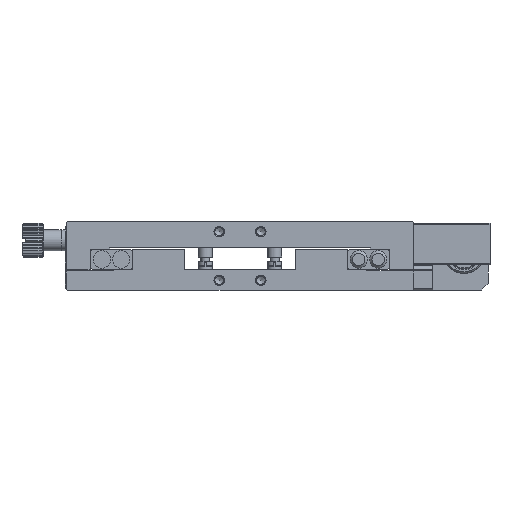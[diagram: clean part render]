
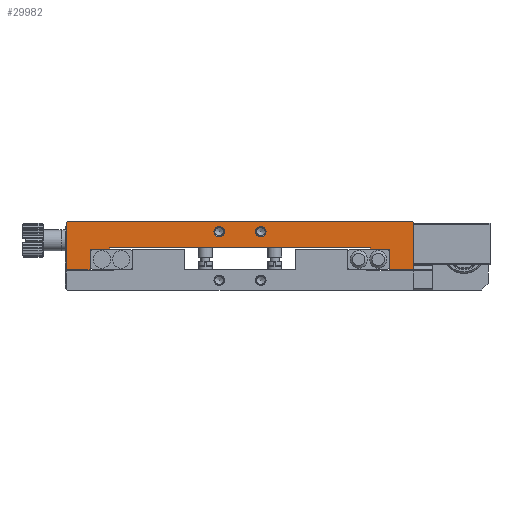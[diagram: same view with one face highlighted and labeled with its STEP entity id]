
A CAD part, left-side view. The second image highlights one B-rep face of the part: STEP entity #29982.
In plain terms, the highlighted planar face has unit normal (-1, 0, 0).
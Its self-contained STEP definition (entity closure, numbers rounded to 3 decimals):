
#243 = VERTEX_POINT ( 'NONE', #17110 ) ;
#1759 = LINE ( 'NONE', #38900, #31660 ) ;
#1942 = DIRECTION ( 'NONE',  ( -1., 0., 0. ) ) ;
#2604 = DIRECTION ( 'NONE',  ( 0., 0., 1. ) ) ;
#3840 = VERTEX_POINT ( 'NONE', #48932 ) ;
#4387 = LINE ( 'NONE', #30497, #44219 ) ;
#4949 = DIRECTION ( 'NONE',  ( 0., 0., -1. ) ) ;
#5329 = ORIENTED_EDGE ( 'NONE', *, *, #9554, .F. ) ;
#5336 = LINE ( 'NONE', #11496, #73745 ) ;
#5421 = ORIENTED_EDGE ( 'NONE', *, *, #49454, .F. ) ;
#5517 = EDGE_CURVE ( 'NONE', #243, #54540, #4387, .T. ) ;
#5523 = CARTESIAN_POINT ( 'NONE',  ( -50., -43., 6. ) ) ;
#6453 = EDGE_CURVE ( 'NONE', #40776, #76900, #77280, .T. ) ;
#7052 = EDGE_CURVE ( 'NONE', #39459, #40776, #19019, .T. ) ;
#7407 = CARTESIAN_POINT ( 'NONE',  ( -50., 50., 6. ) ) ;
#9070 = FACE_OUTER_BOUND ( 'NONE', #52247, .T. ) ;
#9554 = EDGE_CURVE ( 'NONE', #70029, #45334, #58712, .T. ) ;
#9560 = DIRECTION ( 'NONE',  ( 0., -0.707, 0.707 ) ) ;
#10383 = VERTEX_POINT ( 'NONE', #7407 ) ;
#11496 = CARTESIAN_POINT ( 'NONE',  ( -50., -37.5, 12. ) ) ;
#11678 = EDGE_CURVE ( 'NONE', #66879, #40080, #33641, .T. ) ;
#11793 = VERTEX_POINT ( 'NONE', #36648 ) ;
#11979 = ORIENTED_EDGE ( 'NONE', *, *, #19060, .F. ) ;
#13188 = DIRECTION ( 'NONE',  ( 0., -0.707, -0.707 ) ) ;
#14051 = CARTESIAN_POINT ( 'NONE',  ( -50., -50., 6. ) ) ;
#14803 = CIRCLE ( 'NONE', #42125, 1.5 ) ;
#15366 = CARTESIAN_POINT ( 'NONE',  ( -50., -50., 19.7 ) ) ;
#15489 = DIRECTION ( 'NONE',  ( 0., 0., -1. ) ) ;
#16381 = LINE ( 'NONE', #79267, #20431 ) ;
#16690 = CARTESIAN_POINT ( 'NONE',  ( -50., 50., 20. ) ) ;
#17110 = CARTESIAN_POINT ( 'NONE',  ( -50., -37.5, 12.5 ) ) ;
#19019 = LINE ( 'NONE', #24748, #77622 ) ;
#19060 = EDGE_CURVE ( 'NONE', #76900, #80878, #49267, .T. ) ;
#19420 = ORIENTED_EDGE ( 'NONE', *, *, #11678, .F. ) ;
#19911 = EDGE_CURVE ( 'NONE', #80878, #66879, #1759, .T. ) ;
#20010 = ORIENTED_EDGE ( 'NONE', *, *, #61912, .F. ) ;
#20431 = VECTOR ( 'NONE', #73914, 1000. ) ;
#20519 = ORIENTED_EDGE ( 'NONE', *, *, #74397, .F. ) ;
#21593 = CARTESIAN_POINT ( 'NONE',  ( -50., 43.2, 20. ) ) ;
#21836 = LINE ( 'NONE', #59751, #30690 ) ;
#24748 = CARTESIAN_POINT ( 'NONE',  ( -50., 49.7, 20. ) ) ;
#24921 = VERTEX_POINT ( 'NONE', #34426 ) ;
#25526 = ORIENTED_EDGE ( 'NONE', *, *, #74356, .F. ) ;
#25618 = ORIENTED_EDGE ( 'NONE', *, *, #55314, .F. ) ;
#26968 = EDGE_CURVE ( 'NONE', #3840, #39459, #21836, .T. ) ;
#27334 = ORIENTED_EDGE ( 'NONE', *, *, #19911, .F. ) ;
#27425 = EDGE_LOOP ( 'NONE', ( #36037 ) ) ;
#27862 = PLANE ( 'NONE',  #42510 ) ;
#28138 = CARTESIAN_POINT ( 'NONE',  ( -50., 43.2, 12. ) ) ;
#29982 = ADVANCED_FACE ( 'NONE', ( #9070, #33967, #58858 ), #27862, .F. ) ;
#30253 = DIRECTION ( 'NONE',  ( 0., 0., 1. ) ) ;
#30497 = CARTESIAN_POINT ( 'NONE',  ( -50., 50., 12.5 ) ) ;
#30690 = VECTOR ( 'NONE', #9560, 1000. ) ;
#31660 = VECTOR ( 'NONE', #65440, 1000. ) ;
#31972 = VECTOR ( 'NONE', #33893, 1000. ) ;
#32123 = ORIENTED_EDGE ( 'NONE', *, *, #59516, .F. ) ;
#32348 = VECTOR ( 'NONE', #13188, 1000. ) ;
#32404 = CARTESIAN_POINT ( 'NONE',  ( -50., 43.2, 6. ) ) ;
#32437 = ORIENTED_EDGE ( 'NONE', *, *, #5517, .F. ) ;
#32569 = DIRECTION ( 'NONE',  ( 0., 1., 0. ) ) ;
#33156 = CARTESIAN_POINT ( 'NONE',  ( -50., -49.7, 20. ) ) ;
#33641 = LINE ( 'NONE', #58536, #44819 ) ;
#33893 = DIRECTION ( 'NONE',  ( 0., 1., 0. ) ) ;
#33967 = FACE_BOUND ( 'NONE', #27425, .T. ) ;
#34082 = VECTOR ( 'NONE', #53834, 1000. ) ;
#34426 = CARTESIAN_POINT ( 'NONE',  ( -50., 37.5, 12. ) ) ;
#34493 = CARTESIAN_POINT ( 'NONE',  ( -50., -4.5, 17. ) ) ;
#35182 = LINE ( 'NONE', #48240, #57768 ) ;
#35555 = VECTOR ( 'NONE', #39304, 1000. ) ;
#36037 = ORIENTED_EDGE ( 'NONE', *, *, #36928, .F. ) ;
#36648 = CARTESIAN_POINT ( 'NONE',  ( -50., 7.5, 17. ) ) ;
#36928 = EDGE_CURVE ( 'NONE', #11793, #11793, #76624, .T. ) ;
#37113 = DIRECTION ( 'NONE',  ( 0., 1., 0. ) ) ;
#38900 = CARTESIAN_POINT ( 'NONE',  ( -50., 50., 6. ) ) ;
#39304 = DIRECTION ( 'NONE',  ( 0., 1., 0. ) ) ;
#39459 = VERTEX_POINT ( 'NONE', #69792 ) ;
#39674 = ORIENTED_EDGE ( 'NONE', *, *, #7052, .F. ) ;
#40080 = VERTEX_POINT ( 'NONE', #51490 ) ;
#40776 = VERTEX_POINT ( 'NONE', #77656 ) ;
#41934 = DIRECTION ( 'NONE',  ( 0., 1., 0. ) ) ;
#42125 = AXIS2_PLACEMENT_3D ( 'NONE', #80483, #73104, #37113 ) ;
#42510 = AXIS2_PLACEMENT_3D ( 'NONE', #52759, #46640, #77696 ) ;
#43108 = DIRECTION ( 'NONE',  ( 0., 0., -1. ) ) ;
#44219 = VECTOR ( 'NONE', #41934, 1000. ) ;
#44819 = VECTOR ( 'NONE', #2604, 1000. ) ;
#45334 = VERTEX_POINT ( 'NONE', #32404 ) ;
#45652 = CARTESIAN_POINT ( 'NONE',  ( -50., 6., 17. ) ) ;
#46110 = VECTOR ( 'NONE', #43108, 1000. ) ;
#46640 = DIRECTION ( 'NONE',  ( 1., 0., 0. ) ) ;
#48240 = CARTESIAN_POINT ( 'NONE',  ( -50., 37.5, 12.5 ) ) ;
#48932 = CARTESIAN_POINT ( 'NONE',  ( -50., 50., 19.7 ) ) ;
#49215 = CARTESIAN_POINT ( 'NONE',  ( -50., -37.5, 12. ) ) ;
#49267 = LINE ( 'NONE', #62691, #46110 ) ;
#49454 = EDGE_CURVE ( 'NONE', #10383, #3840, #60326, .T. ) ;
#51125 = ORIENTED_EDGE ( 'NONE', *, *, #26968, .F. ) ;
#51490 = CARTESIAN_POINT ( 'NONE',  ( -50., -43., 12. ) ) ;
#51673 = VERTEX_POINT ( 'NONE', #49215 ) ;
#51880 = LINE ( 'NONE', #57577, #31972 ) ;
#52247 = EDGE_LOOP ( 'NONE', ( #5329, #55807, #25618, #32437, #25526, #32123, #19420, #27334, #11979, #79703, #39674, #51125, #5421, #20519 ) ) ;
#52759 = CARTESIAN_POINT ( 'NONE',  ( -50., 50., 20. ) ) ;
#53834 = DIRECTION ( 'NONE',  ( 0., 0., 1. ) ) ;
#54540 = VERTEX_POINT ( 'NONE', #75508 ) ;
#55314 = EDGE_CURVE ( 'NONE', #54540, #24921, #35182, .T. ) ;
#55807 = ORIENTED_EDGE ( 'NONE', *, *, #76402, .F. ) ;
#56717 = EDGE_LOOP ( 'NONE', ( #20010 ) ) ;
#57577 = CARTESIAN_POINT ( 'NONE',  ( -50., 50., 6. ) ) ;
#57768 = VECTOR ( 'NONE', #4949, 1000. ) ;
#58536 = CARTESIAN_POINT ( 'NONE',  ( -50., -43., 20. ) ) ;
#58712 = LINE ( 'NONE', #21593, #79961 ) ;
#58858 = FACE_BOUND ( 'NONE', #56717, .T. ) ;
#59516 = EDGE_CURVE ( 'NONE', #40080, #51673, #76538, .T. ) ;
#59751 = CARTESIAN_POINT ( 'NONE',  ( -50., 50., 19.7 ) ) ;
#60326 = LINE ( 'NONE', #16690, #34082 ) ;
#61912 = EDGE_CURVE ( 'NONE', #66720, #66720, #14803, .T. ) ;
#62691 = CARTESIAN_POINT ( 'NONE',  ( -50., -50., 20. ) ) ;
#63572 = AXIS2_PLACEMENT_3D ( 'NONE', #45652, #1942, #32569 ) ;
#65440 = DIRECTION ( 'NONE',  ( 0., 1., 0. ) ) ;
#66720 = VERTEX_POINT ( 'NONE', #34493 ) ;
#66879 = VERTEX_POINT ( 'NONE', #5523 ) ;
#68805 = DIRECTION ( 'NONE',  ( 0., -1., 0. ) ) ;
#69792 = CARTESIAN_POINT ( 'NONE',  ( -50., 49.7, 20. ) ) ;
#70029 = VERTEX_POINT ( 'NONE', #28138 ) ;
#70375 = CARTESIAN_POINT ( 'NONE',  ( -50., 50., 12. ) ) ;
#73104 = DIRECTION ( 'NONE',  ( -1., 0., 0. ) ) ;
#73745 = VECTOR ( 'NONE', #30253, 1000. ) ;
#73914 = DIRECTION ( 'NONE',  ( 0., 1., 0. ) ) ;
#74356 = EDGE_CURVE ( 'NONE', #51673, #243, #5336, .T. ) ;
#74397 = EDGE_CURVE ( 'NONE', #45334, #10383, #51880, .T. ) ;
#75508 = CARTESIAN_POINT ( 'NONE',  ( -50., 37.5, 12.5 ) ) ;
#76402 = EDGE_CURVE ( 'NONE', #24921, #70029, #16381, .T. ) ;
#76538 = LINE ( 'NONE', #70375, #35555 ) ;
#76624 = CIRCLE ( 'NONE', #63572, 1.5 ) ;
#76900 = VERTEX_POINT ( 'NONE', #15366 ) ;
#77280 = LINE ( 'NONE', #33156, #32348 ) ;
#77622 = VECTOR ( 'NONE', #68805, 1000. ) ;
#77656 = CARTESIAN_POINT ( 'NONE',  ( -50., -49.7, 20. ) ) ;
#77696 = DIRECTION ( 'NONE',  ( 0., -1., 0. ) ) ;
#79267 = CARTESIAN_POINT ( 'NONE',  ( -50., 50., 12. ) ) ;
#79703 = ORIENTED_EDGE ( 'NONE', *, *, #6453, .F. ) ;
#79961 = VECTOR ( 'NONE', #15489, 1000. ) ;
#80483 = CARTESIAN_POINT ( 'NONE',  ( -50., -6., 17. ) ) ;
#80878 = VERTEX_POINT ( 'NONE', #14051 ) ;
